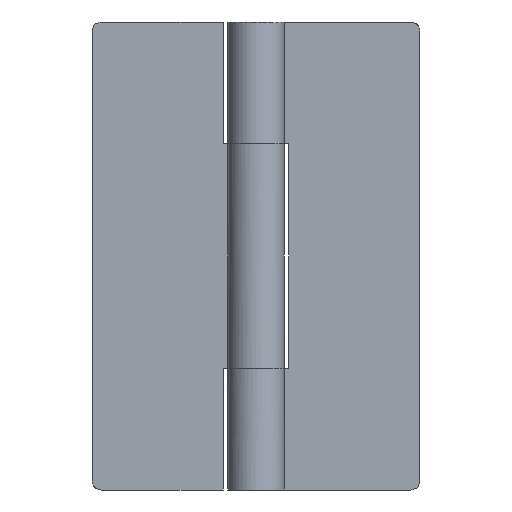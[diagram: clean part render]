
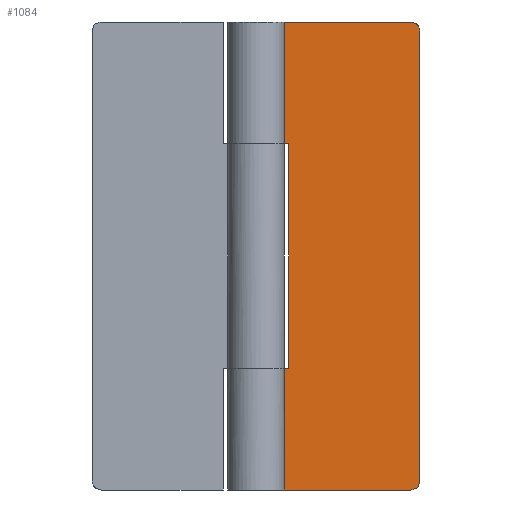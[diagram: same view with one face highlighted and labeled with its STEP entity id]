
A CAD part, front view. The second image highlights one B-rep face of the part: STEP entity #1084.
In plain terms, the highlighted free-form (B-spline) face has degree [1, 1] with [2, 2] control points.
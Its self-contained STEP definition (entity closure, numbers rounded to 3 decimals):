
#615=CARTESIAN_POINT('',(16.5,1.5,0.0));
#616=VERTEX_POINT('',#615);
#617=CARTESIAN_POINT('',(17.5,1.5,1.0));
#618=VERTEX_POINT('',#617);
#619=CARTESIAN_POINT('',(16.5,1.5,0.0));
#620=CARTESIAN_POINT('',(17.5,1.5,0.0));
#621=CARTESIAN_POINT('',(17.5,1.5,1.0));
#629=(BOUNDED_CURVE()B_SPLINE_CURVE(2,(#619,#620,#621),.UNSPECIFIED.,.F.,.U.)CURVE()GEOMETRIC_REPRESENTATION_ITEM()QUASI_UNIFORM_CURVE()RATIONAL_B_SPLINE_CURVE((1.0,0.707,1.0))REPRESENTATION_ITEM(''));
#630=EDGE_CURVE('',#616,#618,#629,.T.);
#676=CARTESIAN_POINT('',(17.5,1.5,49.0));
#677=VERTEX_POINT('',#676);
#678=CARTESIAN_POINT('',(16.5,1.5,50.0));
#679=VERTEX_POINT('',#678);
#680=CARTESIAN_POINT('',(17.5,1.5,49.0));
#681=CARTESIAN_POINT('',(17.5,1.5,50.0));
#682=CARTESIAN_POINT('',(16.5,1.5,50.0));
#690=(BOUNDED_CURVE()B_SPLINE_CURVE(2,(#680,#681,#682),.UNSPECIFIED.,.F.,.U.)CURVE()GEOMETRIC_REPRESENTATION_ITEM()QUASI_UNIFORM_CURVE()RATIONAL_B_SPLINE_CURVE((1.0,0.707,1.0))REPRESENTATION_ITEM(''));
#691=EDGE_CURVE('',#677,#679,#690,.T.);
#758=CARTESIAN_POINT('',(3.5,1.5,37.0));
#759=VERTEX_POINT('',#758);
#765=CARTESIAN_POINT('',(0.,1.5,37.0));
#766=VERTEX_POINT('',#765);
#767=CARTESIAN_POINT('',(0.,1.5,37.0));
#768=CARTESIAN_POINT('',(3.5,1.5,37.0));
#769=QUASI_UNIFORM_CURVE('',1,(#767,#768),.UNSPECIFIED.,.F.,.U.);
#770=EDGE_CURVE('',#766,#759,#769,.T.);
#836=CARTESIAN_POINT('',(0.,1.5,13.0));
#837=VERTEX_POINT('',#836);
#857=CARTESIAN_POINT('',(3.5,1.5,13.0));
#858=VERTEX_POINT('',#857);
#859=CARTESIAN_POINT('',(3.5,1.5,13.0));
#860=CARTESIAN_POINT('',(0.,1.5,13.0));
#861=QUASI_UNIFORM_CURVE('',1,(#859,#860),.UNSPECIFIED.,.F.,.U.);
#862=EDGE_CURVE('',#858,#837,#861,.T.);
#891=CARTESIAN_POINT('',(3.5,1.5,37.0));
#892=CARTESIAN_POINT('',(3.5,1.5,13.0));
#893=QUASI_UNIFORM_CURVE('',1,(#891,#892),.UNSPECIFIED.,.F.,.U.);
#894=EDGE_CURVE('',#759,#858,#893,.T.);
#912=CARTESIAN_POINT('',(0.,1.5,0.0));
#913=VERTEX_POINT('',#912);
#914=CARTESIAN_POINT('',(0.,1.5,0.0));
#915=CARTESIAN_POINT('',(16.5,1.5,0.0));
#916=QUASI_UNIFORM_CURVE('',1,(#914,#915),.UNSPECIFIED.,.F.,.U.);
#917=EDGE_CURVE('',#913,#616,#916,.T.);
#974=CARTESIAN_POINT('',(0.,1.5,50.0));
#975=VERTEX_POINT('',#974);
#976=CARTESIAN_POINT('',(0.,1.5,50.0));
#977=CARTESIAN_POINT('',(16.5,1.5,50.0));
#978=QUASI_UNIFORM_CURVE('',1,(#976,#977),.UNSPECIFIED.,.F.,.U.);
#979=EDGE_CURVE('',#975,#679,#978,.T.);
#1044=CARTESIAN_POINT('',(17.5,1.5,49.0));
#1045=CARTESIAN_POINT('',(17.5,1.5,1.0));
#1046=QUASI_UNIFORM_CURVE('',1,(#1044,#1045),.UNSPECIFIED.,.F.,.U.);
#1047=EDGE_CURVE('',#677,#618,#1046,.T.);
#1059=CARTESIAN_POINT('',(-0.874,1.5,-2.497));
#1060=CARTESIAN_POINT('',(-0.874,1.5,52.498));
#1061=CARTESIAN_POINT('',(18.374,1.5,-2.497));
#1062=CARTESIAN_POINT('',(18.374,1.5,52.498));
#1063=B_SPLINE_SURFACE_WITH_KNOTS('',1,1,((#1059,#1061),(#1060,#1062)),.UNSPECIFIED.,.F.,.F.,.U.,(2,2),(2,2),(0.0,54.995),(0.0,19.248),.UNSPECIFIED.);
#1064=ORIENTED_EDGE('',*,*,#917,.T.);
#1065=ORIENTED_EDGE('',*,*,#630,.T.);
#1066=ORIENTED_EDGE('',*,*,#1047,.F.);
#1067=ORIENTED_EDGE('',*,*,#691,.T.);
#1068=ORIENTED_EDGE('',*,*,#979,.F.);
#1069=CARTESIAN_POINT('',(0.,1.5,50.0));
#1070=CARTESIAN_POINT('',(0.,1.5,37.0));
#1071=QUASI_UNIFORM_CURVE('',1,(#1069,#1070),.UNSPECIFIED.,.F.,.U.);
#1072=EDGE_CURVE('',#975,#766,#1071,.T.);
#1073=ORIENTED_EDGE('',*,*,#1072,.T.);
#1074=ORIENTED_EDGE('',*,*,#770,.T.);
#1075=ORIENTED_EDGE('',*,*,#894,.T.);
#1076=ORIENTED_EDGE('',*,*,#862,.T.);
#1077=CARTESIAN_POINT('',(0.,1.5,13.0));
#1078=CARTESIAN_POINT('',(0.,1.5,0.0));
#1079=QUASI_UNIFORM_CURVE('',1,(#1077,#1078),.UNSPECIFIED.,.F.,.U.);
#1080=EDGE_CURVE('',#837,#913,#1079,.T.);
#1081=ORIENTED_EDGE('',*,*,#1080,.T.);
#1082=EDGE_LOOP('',(#1064,#1065,#1066,#1067,#1068,#1073,#1074,#1075,#1076,#1081));
#1083=FACE_OUTER_BOUND('',#1082,.T.);
#1084=ADVANCED_FACE('',(#1083),#1063,.F.);
